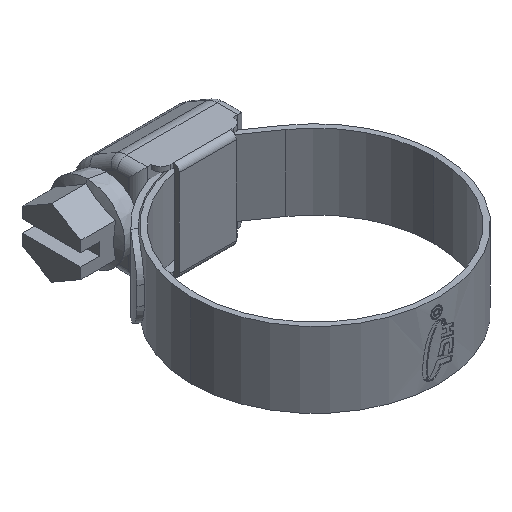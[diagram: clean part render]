
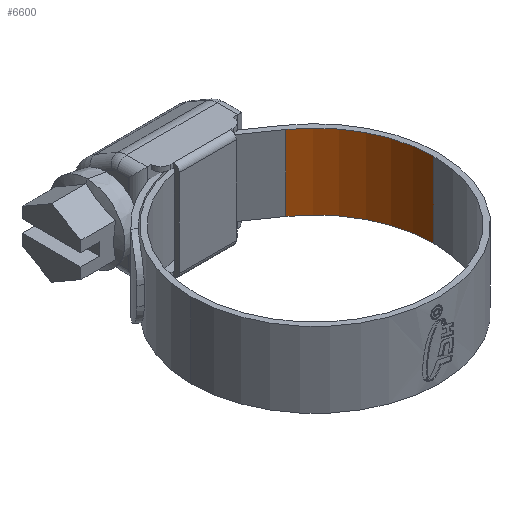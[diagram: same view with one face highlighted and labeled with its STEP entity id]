
A CAD part, isometric view. The second image highlights one B-rep face of the part: STEP entity #6600.
In plain terms, the highlighted cylindrical face has radius 12.5 mm (diameter 25 mm), a partial arc.
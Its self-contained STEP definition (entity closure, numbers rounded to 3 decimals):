
#46 = VERTEX_POINT ( 'NONE', #912 ) ;
#147 = LINE ( 'NONE', #4553, #4594 ) ;
#206 = EDGE_CURVE ( 'NONE', #3609, #46, #4117, .T. ) ;
#365 = CYLINDRICAL_SURFACE ( 'NONE', #1251, 12.5 ) ;
#401 = DIRECTION ( 'NONE',  ( -1., 0., 0. ) ) ;
#436 = AXIS2_PLACEMENT_3D ( 'NONE', #1885, #1381, #6270 ) ;
#438 = FACE_OUTER_BOUND ( 'NONE', #4500, .T. ) ;
#685 = ORIENTED_EDGE ( 'NONE', *, *, #3089, .T. ) ;
#912 = CARTESIAN_POINT ( 'NONE',  ( 7.17, 10.239, -3.96 ) ) ;
#1039 = ORIENTED_EDGE ( 'NONE', *, *, #4279, .F. ) ;
#1251 = AXIS2_PLACEMENT_3D ( 'NONE', #6487, #5870, #401 ) ;
#1381 = DIRECTION ( 'NONE',  ( 0., 0., 1. ) ) ;
#1568 = LINE ( 'NONE', #2658, #3070 ) ;
#1885 = CARTESIAN_POINT ( 'NONE',  ( 0., 0., 3.96 ) ) ;
#1916 = AXIS2_PLACEMENT_3D ( 'NONE', #6413, #7039, #2096 ) ;
#2096 = DIRECTION ( 'NONE',  ( 1., 0., 0. ) ) ;
#2154 = VERTEX_POINT ( 'NONE', #2778 ) ;
#2658 = CARTESIAN_POINT ( 'NONE',  ( 12.5, 0., 3.96 ) ) ;
#2778 = CARTESIAN_POINT ( 'NONE',  ( 7.17, 10.239, 3.96 ) ) ;
#2895 = EDGE_CURVE ( 'NONE', #3992, #2154, #3548, .T. ) ;
#3070 = VECTOR ( 'NONE', #3115, 1000. ) ;
#3089 = EDGE_CURVE ( 'NONE', #2154, #46, #147, .T. ) ;
#3115 = DIRECTION ( 'NONE',  ( 0., 0., -1. ) ) ;
#3227 = ORIENTED_EDGE ( 'NONE', *, *, #2895, .T. ) ;
#3276 = CARTESIAN_POINT ( 'NONE',  ( 12.5, 0., -3.96 ) ) ;
#3548 = CIRCLE ( 'NONE', #436, 12.5 ) ;
#3609 = VERTEX_POINT ( 'NONE', #3276 ) ;
#3913 = ORIENTED_EDGE ( 'NONE', *, *, #206, .F. ) ;
#3992 = VERTEX_POINT ( 'NONE', #5000 ) ;
#4117 = CIRCLE ( 'NONE', #1916, 12.5 ) ;
#4279 = EDGE_CURVE ( 'NONE', #3992, #3609, #1568, .T. ) ;
#4500 = EDGE_LOOP ( 'NONE', ( #1039, #3227, #685, #3913 ) ) ;
#4553 = CARTESIAN_POINT ( 'NONE',  ( 7.17, 10.239, 3.96 ) ) ;
#4594 = VECTOR ( 'NONE', #6741, 1000. ) ;
#5000 = CARTESIAN_POINT ( 'NONE',  ( 12.5, 0., 3.96 ) ) ;
#5870 = DIRECTION ( 'NONE',  ( 0., 0., -1. ) ) ;
#6270 = DIRECTION ( 'NONE',  ( 1., 0., 0. ) ) ;
#6413 = CARTESIAN_POINT ( 'NONE',  ( 0., 0., -3.96 ) ) ;
#6487 = CARTESIAN_POINT ( 'NONE',  ( 0., 0., 3.96 ) ) ;
#6600 = ADVANCED_FACE ( 'NONE', ( #438 ), #365, .F. ) ;
#6741 = DIRECTION ( 'NONE',  ( 0., 0., -1. ) ) ;
#7039 = DIRECTION ( 'NONE',  ( 0., 0., 1. ) ) ;
